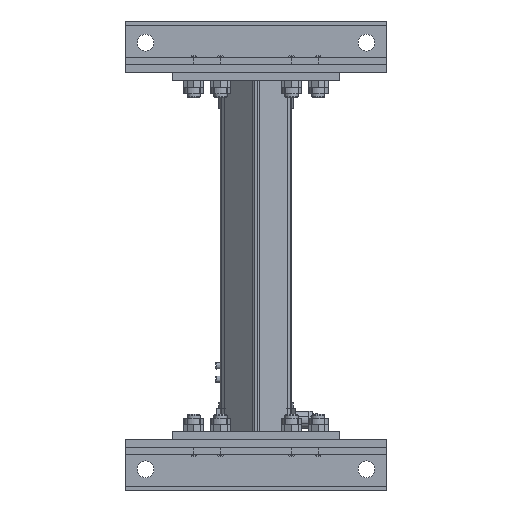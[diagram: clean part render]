
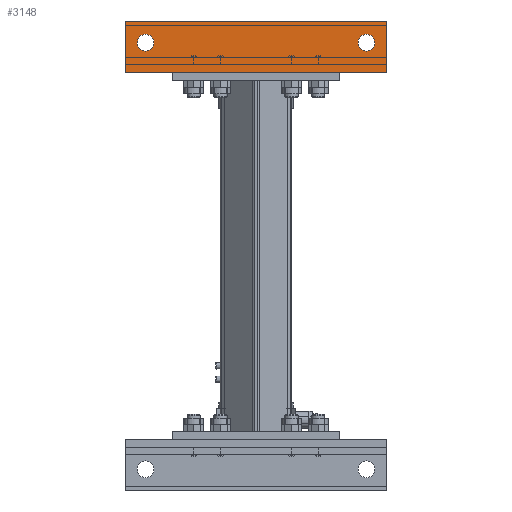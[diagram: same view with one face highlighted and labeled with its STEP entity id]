
A CAD part, left-side view. The second image highlights one B-rep face of the part: STEP entity #3148.
In plain terms, the highlighted face is planar.
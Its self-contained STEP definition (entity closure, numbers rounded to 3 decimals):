
#3148=ADVANCED_FACE('',(#5670,#5671,#5672),#5673,.T.);
#5670=FACE_BOUND('',#7998,.T.);
#5671=FACE_BOUND('',#7999,.T.);
#5672=FACE_OUTER_BOUND('',#8000,.T.);
#5673=PLANE('',#8001);
#7998=EDGE_LOOP('',(#12415));
#7999=EDGE_LOOP('',(#12416));
#8000=EDGE_LOOP('',(#12417,#12418,#12419,#12420));
#8001=AXIS2_PLACEMENT_3D('',#12421,#12422,#12423);
#12415=ORIENTED_EDGE('',*,*,#14245,.T.);
#12416=ORIENTED_EDGE('',*,*,#15086,.T.);
#12417=ORIENTED_EDGE('',*,*,#14188,.T.);
#12418=ORIENTED_EDGE('',*,*,#15039,.F.);
#12419=ORIENTED_EDGE('',*,*,#13745,.T.);
#12420=ORIENTED_EDGE('',*,*,#14311,.T.);
#12421=CARTESIAN_POINT('',(37.5,0.,0.));
#12422=DIRECTION('',(0.,-1.,0.));
#12423=DIRECTION('',(1.,0.,0.));
#13745=EDGE_CURVE('',#15858,#15869,#15871,.T.);
#14188=EDGE_CURVE('',#16588,#16586,#16589,.T.);
#14245=EDGE_CURVE('',#16672,#16672,#16673,.T.);
#14311=EDGE_CURVE('',#15869,#16588,#16768,.T.);
#15039=EDGE_CURVE('',#15858,#16586,#17718,.T.);
#15086=EDGE_CURVE('',#17771,#17771,#17772,.T.);
#15858=VERTEX_POINT('',#19534);
#15869=VERTEX_POINT('',#19549);
#15871=LINE('',#19552,#19553);
#16586=VERTEX_POINT('',#21262);
#16588=VERTEX_POINT('',#21265);
#16589=LINE('',#21266,#21267);
#16672=VERTEX_POINT('',#21417);
#16673=CIRCLE('',#21418,12.5);
#16768=LINE('',#21690,#21691);
#17718=LINE('',#23733,#23734);
#17771=VERTEX_POINT('',#23856);
#17772=CIRCLE('',#23857,12.5);
#19534=CARTESIAN_POINT('',(0.,0.,0.));
#19549=CARTESIAN_POINT('',(75.,0.,0.));
#19552=CARTESIAN_POINT('',(0.,0.,0.));
#19553=VECTOR('',#24716,1.);
#21262=CARTESIAN_POINT('',(0.,0.,390.));
#21265=CARTESIAN_POINT('',(75.,0.,390.));
#21266=CARTESIAN_POINT('',(0.,0.,390.));
#21267=VECTOR('',#25188,1.);
#21417=CARTESIAN_POINT('',(56.5,0.,30.));
#21418=AXIS2_PLACEMENT_3D('',#25265,#25266,#25267);
#21690=CARTESIAN_POINT('',(75.,0.,0.));
#21691=VECTOR('',#25325,1.);
#23733=CARTESIAN_POINT('',(0.,0.,0.));
#23734=VECTOR('',#26034,1.);
#23856=CARTESIAN_POINT('',(56.5,0.,360.));
#23857=AXIS2_PLACEMENT_3D('',#26065,#26066,#26067);
#24716=DIRECTION('',(1.,0.,0.));
#25188=DIRECTION('',(-1.,0.,0.));
#25265=CARTESIAN_POINT('',(44.,0.,30.));
#25266=DIRECTION('',(0.,1.,0.));
#25267=DIRECTION('',(1.,0.,0.));
#25325=DIRECTION('',(0.,0.,1.));
#26034=DIRECTION('',(0.,0.,1.));
#26065=CARTESIAN_POINT('',(44.,0.,360.));
#26066=DIRECTION('',(0.,1.,0.));
#26067=DIRECTION('',(1.,0.,0.));
